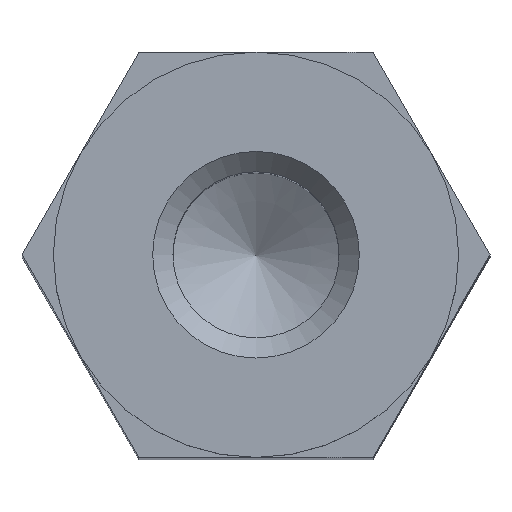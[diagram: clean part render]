
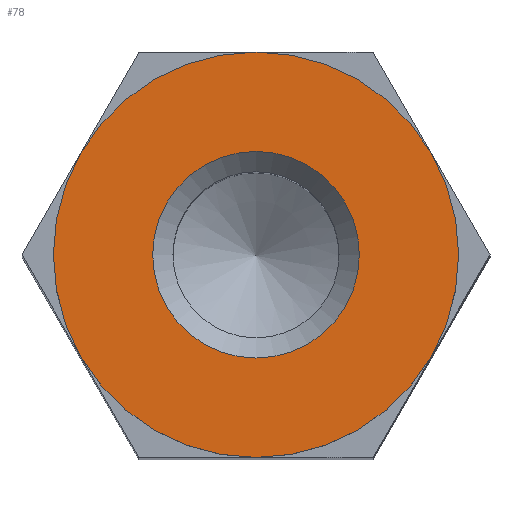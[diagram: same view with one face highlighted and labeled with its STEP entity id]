
A CAD part, top view. The second image highlights one B-rep face of the part: STEP entity #78.
In plain terms, the highlighted planar face has unit normal (0, 0, 1).
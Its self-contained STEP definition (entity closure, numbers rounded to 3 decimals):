
#78 = ADVANCED_FACE( '', ( #169, #170 ), #171, .T. );
#169 = FACE_BOUND( '', #270, .T. );
#170 = FACE_OUTER_BOUND( '', #271, .T. );
#171 = PLANE( '', #272 );
#270 = EDGE_LOOP( '', ( #418 ) );
#271 = EDGE_LOOP( '', ( #419 ) );
#272 = AXIS2_PLACEMENT_3D( '', #420, #421, #422 );
#418 = ORIENTED_EDGE( '', *, *, #569, .T. );
#419 = ORIENTED_EDGE( '', *, *, #583, .T. );
#420 = CARTESIAN_POINT( '', ( 0., 0., 10.5 ) );
#421 = DIRECTION( '', ( 0., 0., 1. ) );
#422 = DIRECTION( '', ( 1., 0., 0. ) );
#569 = EDGE_CURVE( '', #669, #669, #670, .T. );
#583 = EDGE_CURVE( '', #688, #688, #689, .T. );
#669 = VERTEX_POINT( '', #789 );
#670 = CIRCLE( '', #790, 1.53 );
#688 = VERTEX_POINT( '', #817 );
#689 = CIRCLE( '', #818, 3. );
#789 = CARTESIAN_POINT( '', ( 1.53, 0., 10.5 ) );
#790 = AXIS2_PLACEMENT_3D( '', #916, #917, #918 );
#817 = CARTESIAN_POINT( '', ( 3., 0., 10.5 ) );
#818 = AXIS2_PLACEMENT_3D( '', #928, #929, #930 );
#916 = CARTESIAN_POINT( '', ( 0., 0., 10.5 ) );
#917 = DIRECTION( '', ( 0., 0., -1. ) );
#918 = DIRECTION( '', ( 1., 0., 0. ) );
#928 = CARTESIAN_POINT( '', ( 0., 0., 10.5 ) );
#929 = DIRECTION( '', ( 0., 0., 1. ) );
#930 = DIRECTION( '', ( 1., 0., 0. ) );
